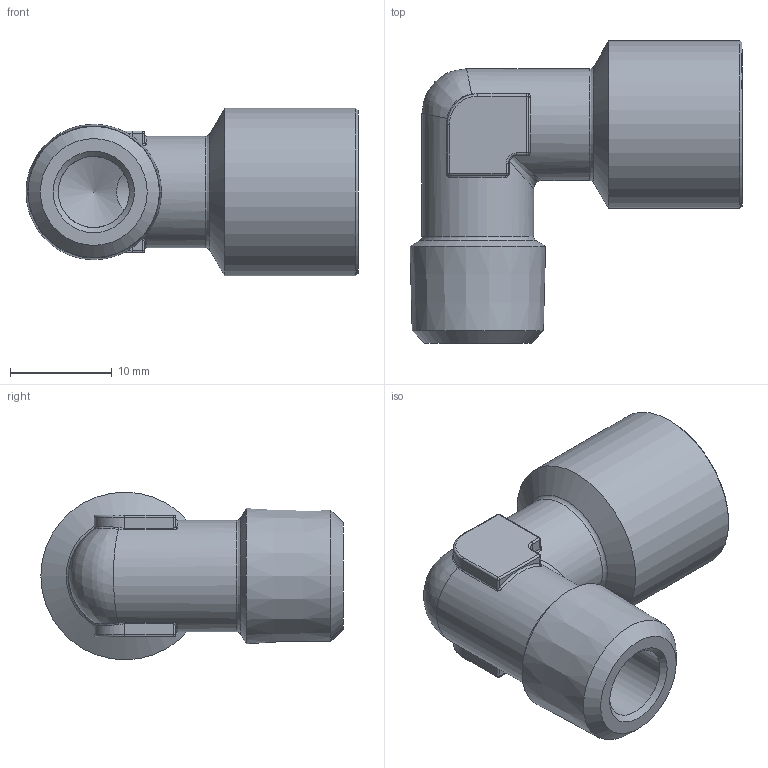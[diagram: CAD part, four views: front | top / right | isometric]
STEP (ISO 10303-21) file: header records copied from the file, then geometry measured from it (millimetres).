
FILE_DESCRIPTION(/* description */ (''),/* implementation_level */ '2;1');
FILE_NAME(/* name */ 'we_14_md_es.stp',/* time_stamp */ '2016-11-01T12:56:33+01:00',/* author */ ('leitheußer'),/* organization */ (''),/* preprocessor_version */ 'ST-DEVELOPER v15.6',/* originating_system */ 'Autodesk Inventor LT ',/* authorisation */ '');
FILE_SCHEMA (('AUTOMOTIVE_DESIGN { 1 0 10303 214 3 1 1 }'));
Length unit declared in the file: millimetre
Products named in the file (1): X5120002
Bounding box: 32.67 x 29.75 x 16.5 mm (x, y, z)
Volume: 3849.2 mm3; surface area: 3496.5 mm2
Topology: 1 solids, 1 shells, 104 faces, 249 edges, 138 vertices
Faces by surface type: cylinder 39, bspline 22, plane 16, torus 10, cone 9, sphere 8
Full cylindrical faces by diameter (mm): 7 x2, 11 x2, 11.6 x1, 16.5 x1
Entity records: 3590 total; most frequent: CARTESIAN_POINT 1486, DIRECTION 432, ORIENTED_EDGE 422, EDGE_CURVE 211, AXIS2_PLACEMENT_3D 184, VERTEX_POINT 126, EDGE_LOOP 121, FACE_OUTER_BOUND 103
